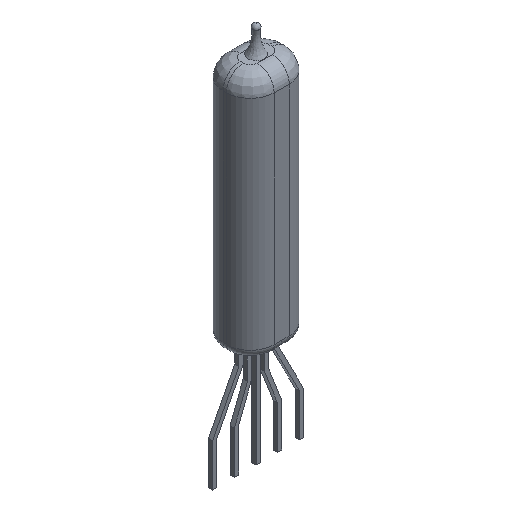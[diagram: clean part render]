
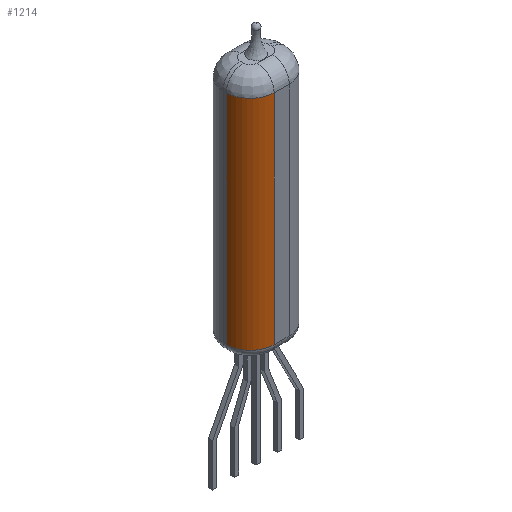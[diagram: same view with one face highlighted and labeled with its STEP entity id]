
A CAD part, isometric view. The second image highlights one B-rep face of the part: STEP entity #1214.
In plain terms, the highlighted cylindrical face has radius 2.8 mm (diameter 5.6 mm), a partial arc.
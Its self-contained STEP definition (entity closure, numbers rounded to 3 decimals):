
#91=DIRECTION('',(-1.,0.,0.));
#225=DIRECTION('',(0.,0.,-1.));
#274=DIRECTION('',(0.,0.,1.));
#425=CARTESIAN_POINT('',(4.197,-0.197,10.));
#426=DIRECTION('',(0.,-1.,0.));
#581=VECTOR('',#274,1.);
#749=EDGE_CURVE('',#750,#752,#754,.T.);
#750=VERTEX_POINT('',#751);
#751=CARTESIAN_POINT('',(4.197,-2.997,11.));
#752=VERTEX_POINT('',#753);
#753=CARTESIAN_POINT('',(4.197,-2.997,36.575));
#754=LINE('',#755,#581);
#755=CARTESIAN_POINT('',(4.197,-2.997,10.));
#793=VERTEX_POINT('',#794);
#794=CARTESIAN_POINT('',(1.397,-0.197,11.));
#800=ORIENTED_EDGE('',*,*,#801,.F.);
#801=EDGE_CURVE('',#750,#793,#802,.T.);
#802=CIRCLE('',#803,2.8);
#803=AXIS2_PLACEMENT_3D('',#804,#225,#426);
#804=CARTESIAN_POINT('',(4.197,-0.197,11.));
#1214=ADVANCED_FACE('',(#1215),#1230,.T.);
#1215=FACE_BOUND('',#1216,.T.);
#1216=EDGE_LOOP('',(#1217,#800,#1223,#1224));
#1217=ORIENTED_EDGE('',*,*,#1218,.F.);
#1218=EDGE_CURVE('',#793,#1219,#1221,.T.);
#1219=VERTEX_POINT('',#1220);
#1220=CARTESIAN_POINT('',(1.397,-0.197,36.575));
#1221=LINE('',#1222,#581);
#1222=CARTESIAN_POINT('',(1.397,-0.197,10.));
#1223=ORIENTED_EDGE('',*,*,#749,.T.);
#1224=ORIENTED_EDGE('',*,*,#1225,.F.);
#1225=EDGE_CURVE('',#1219,#752,#1226,.T.);
#1226=CIRCLE('',#1227,2.8);
#1227=AXIS2_PLACEMENT_3D('',#1228,#274,#1229);
#1228=CARTESIAN_POINT('',(4.197,-0.197,36.575));
#1229=DIRECTION('',(-1.,0.,0.));
#1230=CYLINDRICAL_SURFACE('',#1231,2.8);
#1231=AXIS2_PLACEMENT_3D('',#425,#274,#91);
